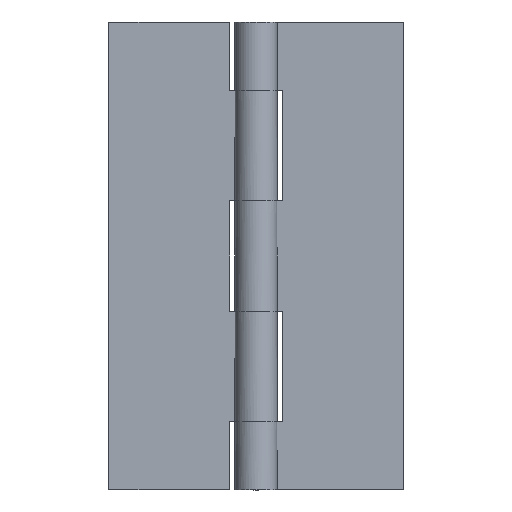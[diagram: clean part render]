
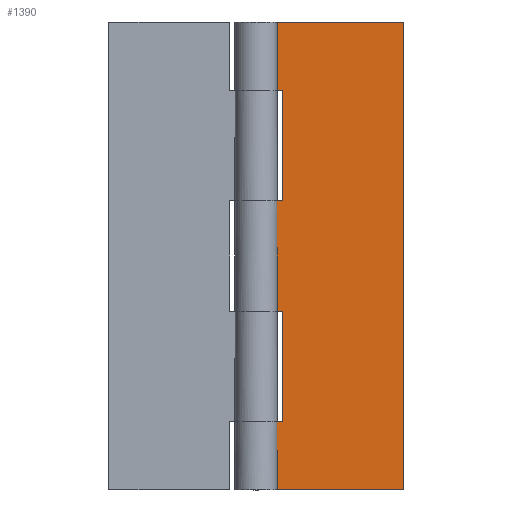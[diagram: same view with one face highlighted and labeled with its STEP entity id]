
A CAD part, front view. The second image highlights one B-rep face of the part: STEP entity #1390.
In plain terms, the highlighted free-form (B-spline) face has degree [1, 1] with [2, 2] control points.
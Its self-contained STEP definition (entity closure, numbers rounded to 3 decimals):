
#796=CARTESIAN_POINT('',(5.0,2.5,34.0));
#797=VERTEX_POINT('',#796);
#803=CARTESIAN_POINT('',(0.0,2.5,34.0));
#804=VERTEX_POINT('',#803);
#805=CARTESIAN_POINT('',(5.0,2.5,34.0));
#806=CARTESIAN_POINT('',(0.0,2.5,34.0));
#807=QUASI_UNIFORM_CURVE('',1,(#805,#806),.UNSPECIFIED.,.F.,.U.);
#808=EDGE_CURVE('',#797,#804,#807,.T.);
#844=CARTESIAN_POINT('',(5.0,2.5,13.0));
#845=VERTEX_POINT('',#844);
#846=CARTESIAN_POINT('',(5.0,2.5,13.0));
#847=CARTESIAN_POINT('',(5.0,2.5,34.0));
#848=QUASI_UNIFORM_CURVE('',1,(#846,#847),.UNSPECIFIED.,.F.,.U.);
#849=EDGE_CURVE('',#845,#797,#848,.T.);
#902=CARTESIAN_POINT('',(0.0,2.5,13.0));
#903=VERTEX_POINT('',#902);
#923=CARTESIAN_POINT('',(0.0,2.5,13.0));
#924=CARTESIAN_POINT('',(5.0,2.5,13.0));
#925=QUASI_UNIFORM_CURVE('',1,(#923,#924),.UNSPECIFIED.,.F.,.U.);
#926=EDGE_CURVE('',#903,#845,#925,.T.);
#942=CARTESIAN_POINT('',(0.0,2.5,55.0));
#943=VERTEX_POINT('',#942);
#944=CARTESIAN_POINT('',(5.0,2.5,55.0));
#945=VERTEX_POINT('',#944);
#946=CARTESIAN_POINT('',(0.0,2.5,55.0));
#947=CARTESIAN_POINT('',(5.0,2.5,55.0));
#948=QUASI_UNIFORM_CURVE('',1,(#946,#947),.UNSPECIFIED.,.F.,.U.);
#949=EDGE_CURVE('',#943,#945,#948,.T.);
#1020=CARTESIAN_POINT('',(5.0,2.5,76.0));
#1021=VERTEX_POINT('',#1020);
#1022=CARTESIAN_POINT('',(5.0,2.5,55.0));
#1023=CARTESIAN_POINT('',(5.0,2.5,76.0));
#1024=QUASI_UNIFORM_CURVE('',1,(#1022,#1023),.UNSPECIFIED.,.F.,.U.);
#1025=EDGE_CURVE('',#945,#1021,#1024,.T.);
#1048=CARTESIAN_POINT('',(0.0,2.5,76.0));
#1049=VERTEX_POINT('',#1048);
#1050=CARTESIAN_POINT('',(5.0,2.5,76.0));
#1051=CARTESIAN_POINT('',(0.0,2.5,76.0));
#1052=QUASI_UNIFORM_CURVE('',1,(#1050,#1051),.UNSPECIFIED.,.F.,.U.);
#1053=EDGE_CURVE('',#1021,#1049,#1052,.T.);
#1127=CARTESIAN_POINT('',(28.,2.5,0.0));
#1128=VERTEX_POINT('',#1127);
#1134=CARTESIAN_POINT('',(0.0,2.5,0.0));
#1135=VERTEX_POINT('',#1134);
#1136=CARTESIAN_POINT('',(28.,2.5,0.0));
#1137=CARTESIAN_POINT('',(0.0,2.5,0.0));
#1138=QUASI_UNIFORM_CURVE('',1,(#1136,#1137),.UNSPECIFIED.,.F.,.U.);
#1139=EDGE_CURVE('',#1128,#1135,#1138,.T.);
#1233=CARTESIAN_POINT('',(0.0,2.5,89.0));
#1234=VERTEX_POINT('',#1233);
#1254=CARTESIAN_POINT('',(28.,2.5,89.0));
#1255=VERTEX_POINT('',#1254);
#1256=CARTESIAN_POINT('',(28.,2.5,89.0));
#1257=CARTESIAN_POINT('',(0.0,2.5,89.0));
#1258=QUASI_UNIFORM_CURVE('',1,(#1256,#1257),.UNSPECIFIED.,.F.,.U.);
#1259=EDGE_CURVE('',#1255,#1234,#1258,.T.);
#1350=CARTESIAN_POINT('',(0.0,2.5,55.0));
#1351=CARTESIAN_POINT('',(0.0,2.5,34.0));
#1352=QUASI_UNIFORM_CURVE('',1,(#1350,#1351),.UNSPECIFIED.,.F.,.U.);
#1353=EDGE_CURVE('',#943,#804,#1352,.T.);
#1359=CARTESIAN_POINT('',(-1.399,2.5,93.446));
#1360=CARTESIAN_POINT('',(-1.399,2.5,-4.446));
#1361=CARTESIAN_POINT('',(29.399,2.5,93.446));
#1362=CARTESIAN_POINT('',(29.399,2.5,-4.446));
#1363=B_SPLINE_SURFACE_WITH_KNOTS('',1,1,((#1359,#1361),(#1360,#1362)),.UNSPECIFIED.,.F.,.F.,.U.,(2,2),(2,2),(0.0,97.891),(0.0,30.797),.UNSPECIFIED.);
#1364=ORIENTED_EDGE('',*,*,#926,.F.);
#1365=CARTESIAN_POINT('',(0.0,2.5,13.0));
#1366=CARTESIAN_POINT('',(0.0,2.5,0.0));
#1367=QUASI_UNIFORM_CURVE('',1,(#1365,#1366),.UNSPECIFIED.,.F.,.U.);
#1368=EDGE_CURVE('',#903,#1135,#1367,.T.);
#1369=ORIENTED_EDGE('',*,*,#1368,.T.);
#1370=ORIENTED_EDGE('',*,*,#1139,.F.);
#1371=CARTESIAN_POINT('',(28.,2.5,89.0));
#1372=CARTESIAN_POINT('',(28.,2.5,0.0));
#1373=QUASI_UNIFORM_CURVE('',1,(#1371,#1372),.UNSPECIFIED.,.F.,.U.);
#1374=EDGE_CURVE('',#1255,#1128,#1373,.T.);
#1375=ORIENTED_EDGE('',*,*,#1374,.F.);
#1376=ORIENTED_EDGE('',*,*,#1259,.T.);
#1377=CARTESIAN_POINT('',(0.0,2.5,89.0));
#1378=CARTESIAN_POINT('',(0.0,2.5,76.0));
#1379=QUASI_UNIFORM_CURVE('',1,(#1377,#1378),.UNSPECIFIED.,.F.,.U.);
#1380=EDGE_CURVE('',#1234,#1049,#1379,.T.);
#1381=ORIENTED_EDGE('',*,*,#1380,.T.);
#1382=ORIENTED_EDGE('',*,*,#1053,.F.);
#1383=ORIENTED_EDGE('',*,*,#1025,.F.);
#1384=ORIENTED_EDGE('',*,*,#949,.F.);
#1385=ORIENTED_EDGE('',*,*,#1353,.T.);
#1386=ORIENTED_EDGE('',*,*,#808,.F.);
#1387=ORIENTED_EDGE('',*,*,#849,.F.);
#1388=EDGE_LOOP('',(#1364,#1369,#1370,#1375,#1376,#1381,#1382,#1383,#1384,#1385,#1386,#1387));
#1389=FACE_OUTER_BOUND('',#1388,.T.);
#1390=ADVANCED_FACE('',(#1389),#1363,.T.);
